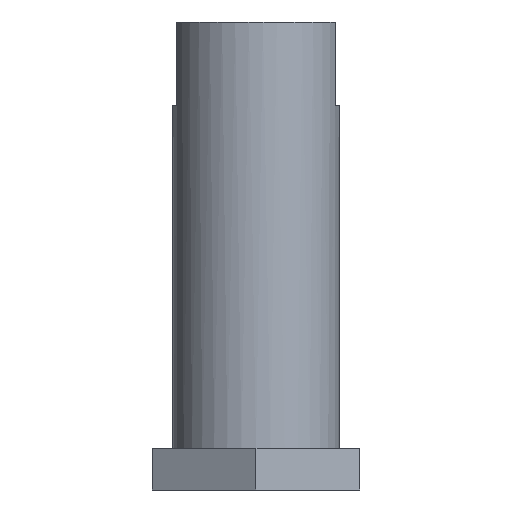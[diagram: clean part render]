
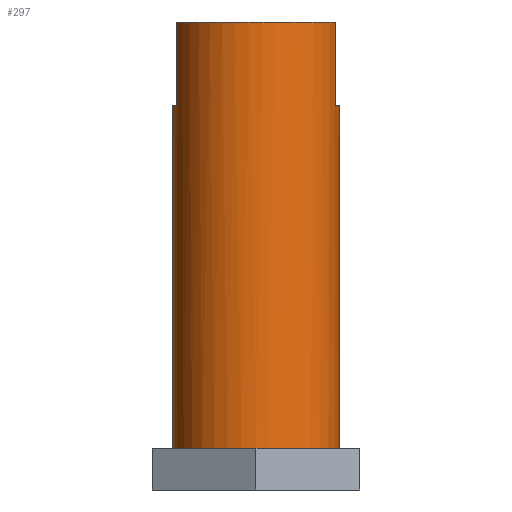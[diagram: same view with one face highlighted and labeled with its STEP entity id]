
A CAD part, left-side view. The second image highlights one B-rep face of the part: STEP entity #297.
In plain terms, the highlighted cylindrical face has radius 10 mm (diameter 20 mm), a full revolution.
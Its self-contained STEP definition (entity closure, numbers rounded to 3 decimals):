
#19=CYLINDRICAL_SURFACE('',#330,10.);
#22=CIRCLE('',#326,10.);
#23=CIRCLE('',#329,10.);
#24=CIRCLE('',#331,10.);
#25=CIRCLE('',#332,10.);
#26=CIRCLE('',#333,10.);
#27=CIRCLE('',#334,10.);
#37=FACE_OUTER_BOUND('',#54,.T.);
#54=EDGE_LOOP('',(#210,#211,#212,#213,#214,#215,#216,#217,#218,#219,#220,
#221));
#71=LINE('',#446,#101);
#73=LINE('',#449,#103);
#75=LINE('',#457,#105);
#77=LINE('',#460,#107);
#78=LINE('',#467,#108);
#101=VECTOR('',#357,10.);
#103=VECTOR('',#359,10.);
#105=VECTOR('',#367,10.);
#107=VECTOR('',#369,10.);
#108=VECTOR('',#378,10.);
#130=VERTEX_POINT('',#442);
#131=VERTEX_POINT('',#443);
#132=VERTEX_POINT('',#445);
#133=VERTEX_POINT('',#447);
#134=VERTEX_POINT('',#453);
#135=VERTEX_POINT('',#454);
#136=VERTEX_POINT('',#456);
#137=VERTEX_POINT('',#458);
#138=VERTEX_POINT('',#464);
#139=VERTEX_POINT('',#466);
#158=EDGE_CURVE('',#132,#130,#71,.T.);
#160=EDGE_CURVE('',#131,#133,#73,.T.);
#161=EDGE_CURVE('',#133,#132,#22,.T.);
#163=EDGE_CURVE('',#136,#134,#75,.T.);
#165=EDGE_CURVE('',#135,#137,#77,.T.);
#166=EDGE_CURVE('',#137,#136,#23,.T.);
#167=EDGE_CURVE('',#138,#130,#24,.T.);
#168=EDGE_CURVE('',#138,#139,#78,.T.);
#169=EDGE_CURVE('',#139,#139,#25,.T.);
#170=EDGE_CURVE('',#135,#138,#26,.T.);
#171=EDGE_CURVE('',#131,#134,#27,.T.);
#210=ORIENTED_EDGE('',*,*,#160,.T.);
#211=ORIENTED_EDGE('',*,*,#161,.T.);
#212=ORIENTED_EDGE('',*,*,#158,.T.);
#213=ORIENTED_EDGE('',*,*,#167,.F.);
#214=ORIENTED_EDGE('',*,*,#168,.T.);
#215=ORIENTED_EDGE('',*,*,#169,.F.);
#216=ORIENTED_EDGE('',*,*,#168,.F.);
#217=ORIENTED_EDGE('',*,*,#170,.F.);
#218=ORIENTED_EDGE('',*,*,#165,.T.);
#219=ORIENTED_EDGE('',*,*,#166,.T.);
#220=ORIENTED_EDGE('',*,*,#163,.T.);
#221=ORIENTED_EDGE('',*,*,#171,.F.);
#297=ADVANCED_FACE('',(#37),#19,.T.);
#326=AXIS2_PLACEMENT_3D('',#451,#362,#363);
#329=AXIS2_PLACEMENT_3D('',#462,#372,#373);
#330=AXIS2_PLACEMENT_3D('',#463,#374,#375);
#331=AXIS2_PLACEMENT_3D('',#465,#376,#377);
#332=AXIS2_PLACEMENT_3D('',#468,#379,#380);
#333=AXIS2_PLACEMENT_3D('',#469,#381,#382);
#334=AXIS2_PLACEMENT_3D('',#470,#383,#384);
#357=DIRECTION('',(0.,0.,1.));
#359=DIRECTION('',(0.,0.,-1.));
#362=DIRECTION('center_axis',(0.,0.,-1.));
#363=DIRECTION('ref_axis',(-1.,0.,0.));
#367=DIRECTION('',(0.,0.,1.));
#369=DIRECTION('',(0.,0.,-1.));
#372=DIRECTION('center_axis',(0.,0.,-1.));
#373=DIRECTION('ref_axis',(-1.,0.,0.));
#374=DIRECTION('center_axis',(0.,0.,1.));
#375=DIRECTION('ref_axis',(-1.,0.,0.));
#376=DIRECTION('center_axis',(0.,0.,1.));
#377=DIRECTION('ref_axis',(-1.,0.,0.));
#378=DIRECTION('',(0.,0.,-1.));
#379=DIRECTION('center_axis',(0.,0.,-1.));
#380=DIRECTION('ref_axis',(-1.,0.,0.));
#381=DIRECTION('center_axis',(0.,0.,1.));
#382=DIRECTION('ref_axis',(-1.,0.,0.));
#383=DIRECTION('center_axis',(0.,0.,1.));
#384=DIRECTION('ref_axis',(-1.,0.,0.));
#442=CARTESIAN_POINT('',(3.122,9.5,56.));
#443=CARTESIAN_POINT('',(-3.122,9.5,56.));
#445=CARTESIAN_POINT('',(3.122,9.5,46.));
#446=CARTESIAN_POINT('',(3.122,9.5,5.));
#447=CARTESIAN_POINT('',(-3.122,9.5,46.));
#449=CARTESIAN_POINT('',(-3.122,9.5,5.));
#451=CARTESIAN_POINT('Origin',(0.,0.,46.));
#453=CARTESIAN_POINT('',(-3.122,-9.5,56.));
#454=CARTESIAN_POINT('',(3.122,-9.5,56.));
#456=CARTESIAN_POINT('',(-3.122,-9.5,46.));
#457=CARTESIAN_POINT('',(-3.122,-9.5,5.));
#458=CARTESIAN_POINT('',(3.122,-9.5,46.));
#460=CARTESIAN_POINT('',(3.122,-9.5,5.));
#462=CARTESIAN_POINT('Origin',(0.,0.,46.));
#463=CARTESIAN_POINT('Origin',(0.,0.,5.));
#464=CARTESIAN_POINT('',(10.,0.,56.));
#465=CARTESIAN_POINT('Origin',(0.,0.,56.));
#466=CARTESIAN_POINT('',(10.,0.,5.));
#467=CARTESIAN_POINT('',(10.,0.,5.));
#468=CARTESIAN_POINT('Origin',(0.,0.,5.));
#469=CARTESIAN_POINT('Origin',(0.,0.,56.));
#470=CARTESIAN_POINT('Origin',(0.,0.,56.));
